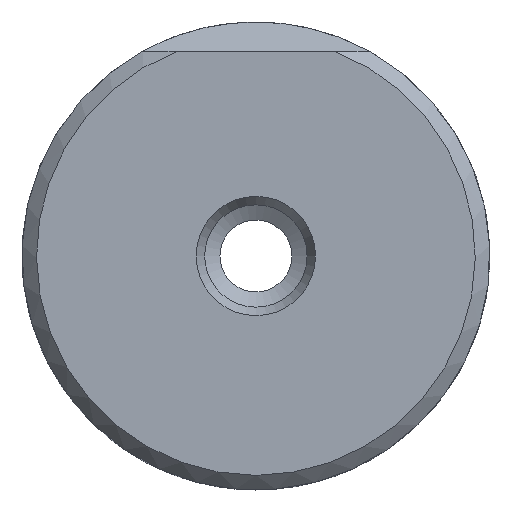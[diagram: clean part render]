
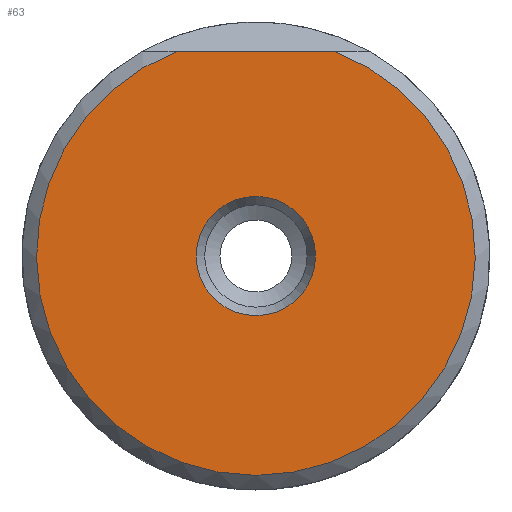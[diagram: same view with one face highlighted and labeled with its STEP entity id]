
A CAD part, left-side view. The second image highlights one B-rep face of the part: STEP entity #63.
In plain terms, the highlighted planar face has unit normal (-1, 0, 0).
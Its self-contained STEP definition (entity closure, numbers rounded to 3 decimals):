
#63 = ADVANCED_FACE( '', ( #148, #149 ), #150, .T. );
#148 = FACE_BOUND( '', #270, .T. );
#149 = FACE_OUTER_BOUND( '', #271, .T. );
#150 = PLANE( '', #272 );
#270 = EDGE_LOOP( '', ( #470 ) );
#271 = EDGE_LOOP( '', ( #471, #472 ) );
#272 = AXIS2_PLACEMENT_3D( '', #473, #474, #475 );
#470 = ORIENTED_EDGE( '', *, *, #642, .T. );
#471 = ORIENTED_EDGE( '', *, *, #643, .T. );
#472 = ORIENTED_EDGE( '', *, *, #644, .T. );
#473 = CARTESIAN_POINT( '', ( -60., 0., 0. ) );
#474 = DIRECTION( '', ( -1., 0., 0. ) );
#475 = DIRECTION( '', ( 0., 0., 1. ) );
#642 = EDGE_CURVE( '', #722, #722, #723, .F. );
#643 = EDGE_CURVE( '', #724, #725, #726, .T. );
#644 = EDGE_CURVE( '', #725, #724, #727, .T. );
#722 = VERTEX_POINT( '', #897 );
#723 = CIRCLE( '', #898, 4.077 );
#724 = VERTEX_POINT( '', #899 );
#725 = VERTEX_POINT( '', #900 );
#726 = CIRCLE( '', #901, 15. );
#727 = LINE( '', #902, #903 );
#897 = CARTESIAN_POINT( '', ( -60., 0., 4.077 ) );
#898 = AXIS2_PLACEMENT_3D( '', #1225, #1226, #1227 );
#899 = CARTESIAN_POINT( '', ( -60., 5.385, 14. ) );
#900 = CARTESIAN_POINT( '', ( -60., -5.385, 14. ) );
#901 = AXIS2_PLACEMENT_3D( '', #1228, #1229, #1230 );
#902 = CARTESIAN_POINT( '', ( -60., 0., 14. ) );
#903 = VECTOR( '', #1231, 1000. );
#1225 = CARTESIAN_POINT( '', ( -60., 0., 0. ) );
#1226 = DIRECTION( '', ( -1., 0., 0. ) );
#1227 = DIRECTION( '', ( 0., 0., 1. ) );
#1228 = CARTESIAN_POINT( '', ( -60., 0., 0. ) );
#1229 = DIRECTION( '', ( -1., 0., 0. ) );
#1230 = DIRECTION( '', ( 0., 0., 1. ) );
#1231 = DIRECTION( '', ( 0., 1., 0. ) );
